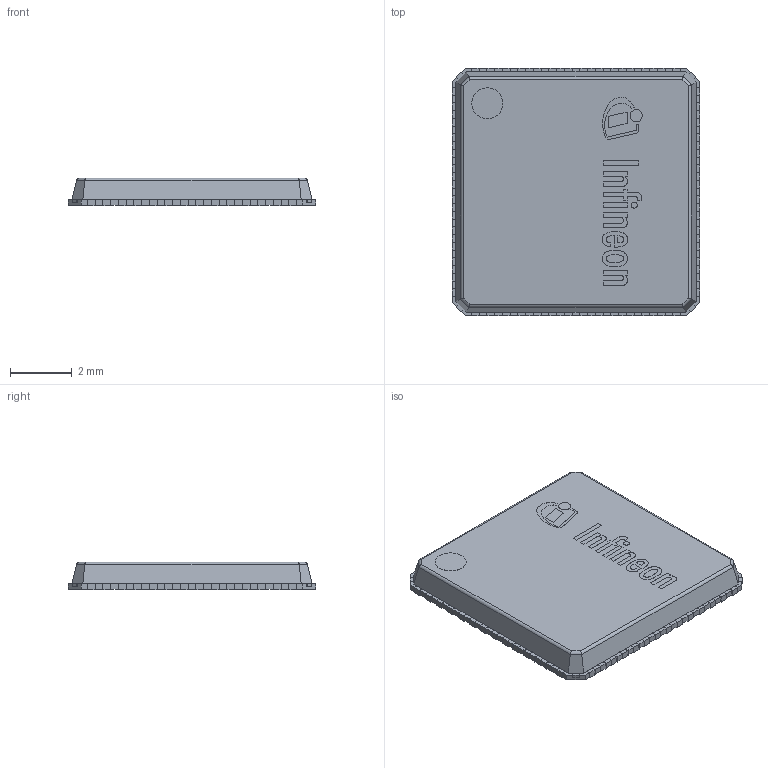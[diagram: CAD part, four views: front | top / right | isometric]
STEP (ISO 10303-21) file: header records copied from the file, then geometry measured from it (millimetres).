
FILE_DESCRIPTION(/* description */ (''),/* implementation_level */ '2;1');
FILE_NAME(/* name */ 'PG-VQFN-56-850_Z8B00270423_V01_3D.stp',/* time_stamp */ '2025-09-05T23:29:54+05:30',/* author */ ('sivamani'),/* organization */ (''),/* preprocessor_version */ 'ST-DEVELOPER v19.2',/* originating_system */ 'AutoCAD Mechanical',/* authorisation */ '');
FILE_SCHEMA (('AUTOMOTIVE_DESIGN { 1 0 10303 214 3 1 1 }'));
Length unit declared in the file: millimetre
Products named in the file (1): Product
Bounding box: 8 x 8 x 0.9 mm (x, y, z)
Volume: 51.9 mm3; surface area: 302 mm2
Topology: 76 solids, 76 shells, 980 faces, 2473 edges, 1646 vertices
Faces by surface type: plane 740, cylinder 222, bspline 18
Full cylindrical faces by diameter (mm): 0.192 x1, 0.395 x1, 1 x2
Entity records: 29412 total; most frequent: CARTESIAN_POINT 5470, ORIENTED_EDGE 4946, DIRECTION 4799, EDGE_CURVE 2473, LINE 2001, VECTOR 2001, VERTEX_POINT 1646, AXIS2_PLACEMENT_3D 1399
